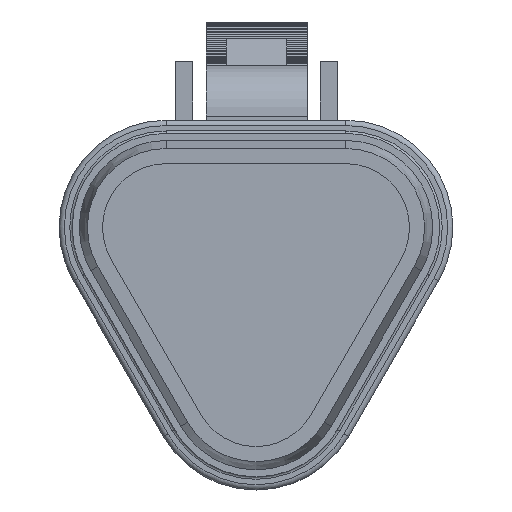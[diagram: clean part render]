
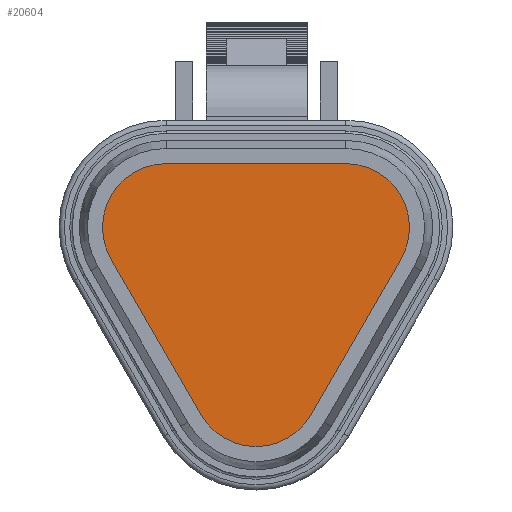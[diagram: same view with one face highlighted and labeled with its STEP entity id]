
A CAD part, front view. The second image highlights one B-rep face of the part: STEP entity #20604.
In plain terms, the highlighted planar face has unit normal (0, -1, 0).
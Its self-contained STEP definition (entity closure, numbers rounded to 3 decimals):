
#3709=CARTESIAN_POINT('',(4.417,0.,2.583));
#3710=DIRECTION('',(0.,1.,0.));
#3711=DIRECTION('',(0.,0.,1.));
#3712=AXIS2_PLACEMENT_3D('',#3709,#3710,#3711);
#3714=DIRECTION('',(-0.5,0.,-0.866));
#3715=VECTOR('',#3714,8.891);
#3716=CARTESIAN_POINT('',(7.145,0.,1.008));
#3717=LINE('',#3716,#3715);
#3718=CARTESIAN_POINT('',(-0.028,0.,-5.117));
#3719=DIRECTION('',(0.,1.,0.));
#3720=DIRECTION('',(0.866,0.,-0.5));
#3721=AXIS2_PLACEMENT_3D('',#3718,#3719,#3720);
#3723=DIRECTION('',(-0.5,0.,0.866));
#3724=VECTOR('',#3723,8.891);
#3725=CARTESIAN_POINT('',(-2.756,0.,-6.692));
#3726=LINE('',#3725,#3724);
#3727=CARTESIAN_POINT('',(-4.474,0.,2.583));
#3728=DIRECTION('',(0.,1.,0.));
#3729=DIRECTION('',(-0.866,0.,-0.5));
#3730=AXIS2_PLACEMENT_3D('',#3727,#3728,#3729);
#3732=DIRECTION('',(1.,0.,0.));
#3733=VECTOR('',#3732,8.891);
#3734=CARTESIAN_POINT('',(-4.474,0.,5.733));
#3735=LINE('',#3734,#3733);
#15210=CARTESIAN_POINT('',(-2.756,0.,-6.692));
#15211=CARTESIAN_POINT('',(-7.202,0.,1.008));
#15212=VERTEX_POINT('',#15210);
#15213=VERTEX_POINT('',#15211);
#15214=CARTESIAN_POINT('',(-4.474,0.,5.733));
#15215=VERTEX_POINT('',#15214);
#15216=CARTESIAN_POINT('',(4.417,0.,5.733));
#15217=VERTEX_POINT('',#15216);
#15218=CARTESIAN_POINT('',(7.145,0.,1.008));
#15219=VERTEX_POINT('',#15218);
#15220=CARTESIAN_POINT('',(2.7,0.,-6.692));
#15221=VERTEX_POINT('',#15220);
#20586=CARTESIAN_POINT('',(0.,0.,0.));
#20587=DIRECTION('',(0.,1.,0.));
#20588=DIRECTION('',(1.,0.,0.));
#20589=AXIS2_PLACEMENT_3D('',#20586,#20587,#20588);
#20590=PLANE('',#20589);
#20592=ORIENTED_EDGE('',*,*,#20591,.T.);
#20594=ORIENTED_EDGE('',*,*,#20593,.T.);
#20595=ORIENTED_EDGE('',*,*,#20576,.T.);
#20597=ORIENTED_EDGE('',*,*,#20596,.T.);
#20599=ORIENTED_EDGE('',*,*,#20598,.T.);
#20601=ORIENTED_EDGE('',*,*,#20600,.T.);
#20602=EDGE_LOOP('',(#20592,#20594,#20595,#20597,#20599,#20601));
#20603=FACE_OUTER_BOUND('',#20602,.F.);
#20604=ADVANCED_FACE('',(#20603),#20590,.F.);
#3713=CIRCLE('',#3712,3.15);
#3722=CIRCLE('',#3721,3.15);
#3731=CIRCLE('',#3730,3.15);
#20576=EDGE_CURVE('',#15221,#15212,#3722,.T.);
#20591=EDGE_CURVE('',#15217,#15219,#3713,.T.);
#20593=EDGE_CURVE('',#15219,#15221,#3717,.T.);
#20596=EDGE_CURVE('',#15212,#15213,#3726,.T.);
#20598=EDGE_CURVE('',#15213,#15215,#3731,.T.);
#20600=EDGE_CURVE('',#15215,#15217,#3735,.T.);
